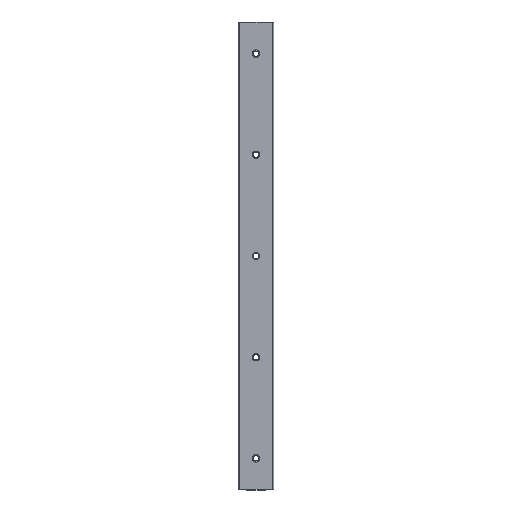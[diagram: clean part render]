
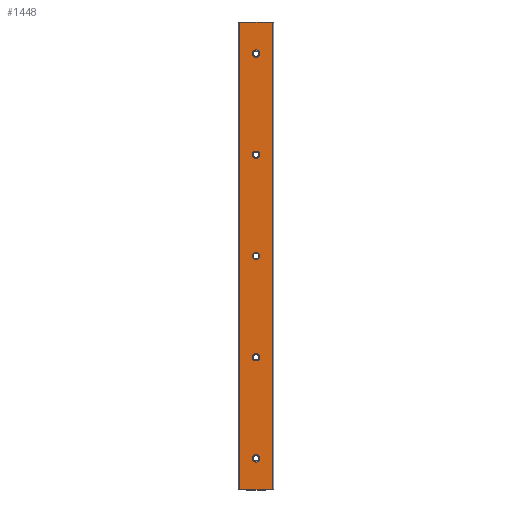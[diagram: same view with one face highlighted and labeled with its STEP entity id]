
A CAD part, left-side view. The second image highlights one B-rep face of the part: STEP entity #1448.
In plain terms, the highlighted planar face has unit normal (-1, 0, 0).
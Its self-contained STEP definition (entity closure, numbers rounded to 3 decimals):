
#30 = EDGE_LOOP ( 'NONE', ( #1631, #110 ) ) ;
#52 = EDGE_CURVE ( 'NONE', #148, #197, #2769, .T. ) ;
#80 = EDGE_CURVE ( 'NONE', #1504, #374, #3085, .T. ) ;
#110 = ORIENTED_EDGE ( 'NONE', *, *, #80, .T. ) ;
#143 = CIRCLE ( 'NONE', #1634, 3. ) ;
#148 = VERTEX_POINT ( 'NONE', #983 ) ;
#175 = DIRECTION ( 'NONE',  ( 1., 0., 0. ) ) ;
#197 = VERTEX_POINT ( 'NONE', #758 ) ;
#200 = CIRCLE ( 'NONE', #764, 3. ) ;
#211 = FACE_BOUND ( 'NONE', #1754, .T. ) ;
#217 = CARTESIAN_POINT ( 'NONE',  ( 0., 0., -185. ) ) ;
#227 = DIRECTION ( 'NONE',  ( 0., 0., -1. ) ) ;
#234 = LINE ( 'NONE', #1213, #966 ) ;
#240 = CIRCLE ( 'NONE', #1423, 3. ) ;
#249 = DIRECTION ( 'NONE',  ( 1., 0., 0. ) ) ;
#257 = DIRECTION ( 'NONE',  ( 0., -1., 0. ) ) ;
#263 = CARTESIAN_POINT ( 'NONE',  ( 0., 0., -25. ) ) ;
#288 = EDGE_CURVE ( 'NONE', #1211, #3098, #200, .T. ) ;
#289 = DIRECTION ( 'NONE',  ( 0., 0., -1. ) ) ;
#315 = DIRECTION ( 'NONE',  ( 1., 0., 0. ) ) ;
#339 = VECTOR ( 'NONE', #1385, 1000. ) ;
#340 = VECTOR ( 'NONE', #2816, 1000. ) ;
#374 = VERTEX_POINT ( 'NONE', #1089 ) ;
#391 = AXIS2_PLACEMENT_3D ( 'NONE', #263, #249, #1256 ) ;
#478 = FACE_BOUND ( 'NONE', #1131, .T. ) ;
#492 = DIRECTION ( 'NONE',  ( -1., 0., 0. ) ) ;
#504 = DIRECTION ( 'NONE',  ( 0., 0., -1. ) ) ;
#533 = EDGE_CURVE ( 'NONE', #1682, #766, #143, .T. ) ;
#552 = AXIS2_PLACEMENT_3D ( 'NONE', #2176, #1205, #227 ) ;
#569 = CARTESIAN_POINT ( 'NONE',  ( 0., -13., 0. ) ) ;
#591 = AXIS2_PLACEMENT_3D ( 'NONE', #999, #1260, #1985 ) ;
#626 = CARTESIAN_POINT ( 'NONE',  ( 0., 13., 0. ) ) ;
#627 = VERTEX_POINT ( 'NONE', #2477 ) ;
#644 = EDGE_LOOP ( 'NONE', ( #744, #2640 ) ) ;
#652 = CIRCLE ( 'NONE', #391, 3. ) ;
#669 = CARTESIAN_POINT ( 'NONE',  ( 0., 0., -348. ) ) ;
#670 = LINE ( 'NONE', #1404, #2556 ) ;
#680 = CARTESIAN_POINT ( 'NONE',  ( 0., 13., -370. ) ) ;
#724 = ORIENTED_EDGE ( 'NONE', *, *, #533, .T. ) ;
#727 = CARTESIAN_POINT ( 'NONE',  ( 0., 0., -105. ) ) ;
#744 = ORIENTED_EDGE ( 'NONE', *, *, #2393, .T. ) ;
#758 = CARTESIAN_POINT ( 'NONE',  ( 0., 0., -188. ) ) ;
#762 = VERTEX_POINT ( 'NONE', #569 ) ;
#764 = AXIS2_PLACEMENT_3D ( 'NONE', #2093, #315, #2775 ) ;
#766 = VERTEX_POINT ( 'NONE', #820 ) ;
#805 = AXIS2_PLACEMENT_3D ( 'NONE', #1484, #2470, #289 ) ;
#820 = CARTESIAN_POINT ( 'NONE',  ( 0., 0., -108. ) ) ;
#933 = PLANE ( 'NONE',  #2925 ) ;
#966 = VECTOR ( 'NONE', #2398, 1000. ) ;
#980 = FACE_OUTER_BOUND ( 'NONE', #1095, .T. ) ;
#983 = CARTESIAN_POINT ( 'NONE',  ( 0., 0., -182. ) ) ;
#999 = CARTESIAN_POINT ( 'NONE',  ( 0., 0., -265. ) ) ;
#1027 = DIRECTION ( 'NONE',  ( 1., 0., 0. ) ) ;
#1057 = CIRCLE ( 'NONE', #1267, 3. ) ;
#1089 = CARTESIAN_POINT ( 'NONE',  ( 0., 0., -28. ) ) ;
#1095 = EDGE_LOOP ( 'NONE', ( #2046, #2886, #2531, #3075 ) ) ;
#1126 = VERTEX_POINT ( 'NONE', #1322 ) ;
#1131 = EDGE_LOOP ( 'NONE', ( #2942, #1625 ) ) ;
#1155 = DIRECTION ( 'NONE',  ( 0., 0., -1. ) ) ;
#1161 = CIRCLE ( 'NONE', #591, 3. ) ;
#1205 = DIRECTION ( 'NONE',  ( 1., 0., 0. ) ) ;
#1211 = VERTEX_POINT ( 'NONE', #2943 ) ;
#1213 = CARTESIAN_POINT ( 'NONE',  ( 0., 13., 0. ) ) ;
#1242 = EDGE_CURVE ( 'NONE', #197, #148, #240, .T. ) ;
#1256 = DIRECTION ( 'NONE',  ( 0., 0., -1. ) ) ;
#1260 = DIRECTION ( 'NONE',  ( 1., 0., 0. ) ) ;
#1267 = AXIS2_PLACEMENT_3D ( 'NONE', #727, #1027, #504 ) ;
#1282 = ORIENTED_EDGE ( 'NONE', *, *, #52, .T. ) ;
#1322 = CARTESIAN_POINT ( 'NONE',  ( 0., 0., -262. ) ) ;
#1351 = ORIENTED_EDGE ( 'NONE', *, *, #1242, .T. ) ;
#1356 = CARTESIAN_POINT ( 'NONE',  ( 0., 0., -102. ) ) ;
#1385 = DIRECTION ( 'NONE',  ( 0., -1., 0. ) ) ;
#1404 = CARTESIAN_POINT ( 'NONE',  ( 0., 13., -370. ) ) ;
#1412 = FACE_BOUND ( 'NONE', #30, .T. ) ;
#1423 = AXIS2_PLACEMENT_3D ( 'NONE', #217, #2909, #2671 ) ;
#1448 = ADVANCED_FACE ( 'NONE', ( #3151, #1412, #980, #211, #2953, #478 ), #933, .T. ) ;
#1463 = DIRECTION ( 'NONE',  ( 0., 0., -1. ) ) ;
#1484 = CARTESIAN_POINT ( 'NONE',  ( 0., 0., -265. ) ) ;
#1504 = VERTEX_POINT ( 'NONE', #2643 ) ;
#1570 = CIRCLE ( 'NONE', #805, 3. ) ;
#1625 = ORIENTED_EDGE ( 'NONE', *, *, #288, .T. ) ;
#1631 = ORIENTED_EDGE ( 'NONE', *, *, #2372, .T. ) ;
#1634 = AXIS2_PLACEMENT_3D ( 'NONE', #2387, #175, #1155 ) ;
#1666 = EDGE_CURVE ( 'NONE', #627, #762, #3079, .T. ) ;
#1682 = VERTEX_POINT ( 'NONE', #1356 ) ;
#1686 = DIRECTION ( 'NONE',  ( 0., 0., -1. ) ) ;
#1696 = VERTEX_POINT ( 'NONE', #2348 ) ;
#1739 = EDGE_CURVE ( 'NONE', #2483, #762, #234, .T. ) ;
#1754 = EDGE_LOOP ( 'NONE', ( #1351, #1282 ) ) ;
#1767 = DIRECTION ( 'NONE',  ( 0., 0., 1. ) ) ;
#1891 = EDGE_CURVE ( 'NONE', #3098, #1211, #2298, .T. ) ;
#1912 = EDGE_CURVE ( 'NONE', #1126, #3041, #1161, .T. ) ;
#1985 = DIRECTION ( 'NONE',  ( 0., 0., -1. ) ) ;
#2011 = DIRECTION ( 'NONE',  ( 1., 0., 0. ) ) ;
#2046 = ORIENTED_EDGE ( 'NONE', *, *, #1739, .F. ) ;
#2093 = CARTESIAN_POINT ( 'NONE',  ( 0., 0., -345. ) ) ;
#2168 = CARTESIAN_POINT ( 'NONE',  ( 0., 0., -345. ) ) ;
#2176 = CARTESIAN_POINT ( 'NONE',  ( 0., 0., -185. ) ) ;
#2256 = EDGE_CURVE ( 'NONE', #1696, #2483, #670, .T. ) ;
#2298 = CIRCLE ( 'NONE', #2704, 3. ) ;
#2302 = CARTESIAN_POINT ( 'NONE',  ( 0., -13., -370. ) ) ;
#2348 = CARTESIAN_POINT ( 'NONE',  ( 0., 13., -370. ) ) ;
#2352 = EDGE_CURVE ( 'NONE', #766, #1682, #1057, .T. ) ;
#2372 = EDGE_CURVE ( 'NONE', #374, #1504, #652, .T. ) ;
#2387 = CARTESIAN_POINT ( 'NONE',  ( 0., 0., -105. ) ) ;
#2393 = EDGE_CURVE ( 'NONE', #3041, #1126, #1570, .T. ) ;
#2398 = DIRECTION ( 'NONE',  ( 0., -1., 0. ) ) ;
#2451 = CARTESIAN_POINT ( 'NONE',  ( 0., 0., -25. ) ) ;
#2470 = DIRECTION ( 'NONE',  ( 1., 0., 0. ) ) ;
#2477 = CARTESIAN_POINT ( 'NONE',  ( 0., -13., -370. ) ) ;
#2483 = VERTEX_POINT ( 'NONE', #626 ) ;
#2488 = CARTESIAN_POINT ( 'NONE',  ( 0., 0., -268. ) ) ;
#2531 = ORIENTED_EDGE ( 'NONE', *, *, #2634, .T. ) ;
#2556 = VECTOR ( 'NONE', #1767, 1000. ) ;
#2634 = EDGE_CURVE ( 'NONE', #1696, #627, #2877, .T. ) ;
#2640 = ORIENTED_EDGE ( 'NONE', *, *, #1912, .T. ) ;
#2643 = CARTESIAN_POINT ( 'NONE',  ( 0., 0., -22. ) ) ;
#2671 = DIRECTION ( 'NONE',  ( 0., 0., -1. ) ) ;
#2679 = CARTESIAN_POINT ( 'NONE',  ( 0., 13., -370. ) ) ;
#2704 = AXIS2_PLACEMENT_3D ( 'NONE', #2168, #3160, #1686 ) ;
#2769 = CIRCLE ( 'NONE', #552, 3. ) ;
#2775 = DIRECTION ( 'NONE',  ( 0., 0., -1. ) ) ;
#2816 = DIRECTION ( 'NONE',  ( 0., 0., 1. ) ) ;
#2877 = LINE ( 'NONE', #680, #339 ) ;
#2886 = ORIENTED_EDGE ( 'NONE', *, *, #2256, .F. ) ;
#2899 = EDGE_LOOP ( 'NONE', ( #3105, #724 ) ) ;
#2909 = DIRECTION ( 'NONE',  ( 1., 0., 0. ) ) ;
#2925 = AXIS2_PLACEMENT_3D ( 'NONE', #2679, #492, #257 ) ;
#2932 = AXIS2_PLACEMENT_3D ( 'NONE', #2451, #2011, #1463 ) ;
#2942 = ORIENTED_EDGE ( 'NONE', *, *, #1891, .T. ) ;
#2943 = CARTESIAN_POINT ( 'NONE',  ( 0., 0., -342. ) ) ;
#2953 = FACE_BOUND ( 'NONE', #644, .T. ) ;
#3041 = VERTEX_POINT ( 'NONE', #2488 ) ;
#3075 = ORIENTED_EDGE ( 'NONE', *, *, #1666, .T. ) ;
#3079 = LINE ( 'NONE', #2302, #340 ) ;
#3085 = CIRCLE ( 'NONE', #2932, 3. ) ;
#3098 = VERTEX_POINT ( 'NONE', #669 ) ;
#3105 = ORIENTED_EDGE ( 'NONE', *, *, #2352, .T. ) ;
#3151 = FACE_BOUND ( 'NONE', #2899, .T. ) ;
#3160 = DIRECTION ( 'NONE',  ( 1., 0., 0. ) ) ;
